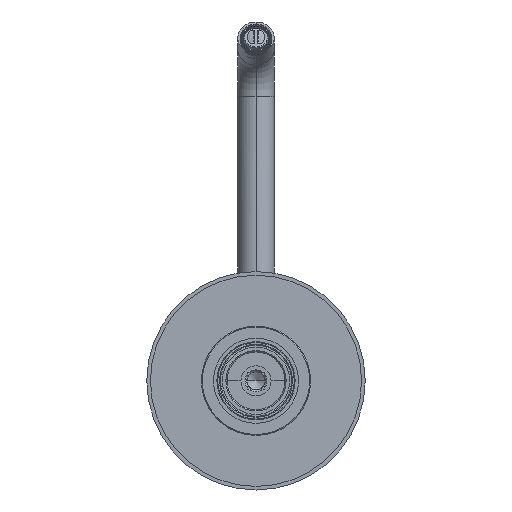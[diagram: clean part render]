
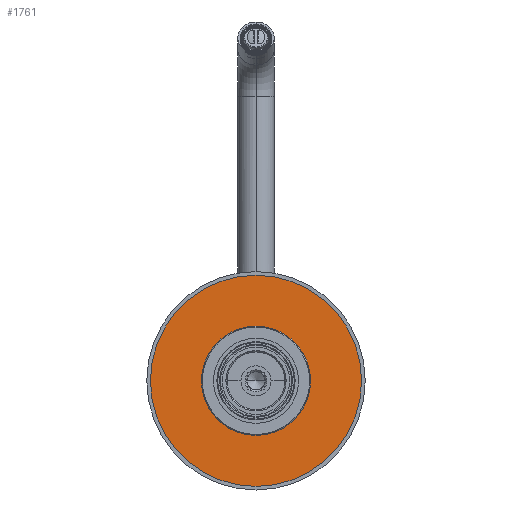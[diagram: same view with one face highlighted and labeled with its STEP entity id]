
A CAD part, front view. The second image highlights one B-rep face of the part: STEP entity #1761.
In plain terms, the highlighted planar face has unit normal (0, -1, 0).
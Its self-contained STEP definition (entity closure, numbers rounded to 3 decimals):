
#1242=CARTESIAN_POINT('',(0.,11.,0.));
#1243=DIRECTION('',(0.,-1.,0.));
#1244=DIRECTION('',(1.,0.,0.));
#1245=AXIS2_PLACEMENT_3D('',#1242,#1243,#1244);
#1250=CARTESIAN_POINT('',(0.,11.,0.));
#1251=DIRECTION('',(0.,-1.,0.));
#1252=DIRECTION('',(-1.,0.,0.));
#1253=AXIS2_PLACEMENT_3D('',#1250,#1251,#1252);
#1258=CARTESIAN_POINT('',(0.,11.,0.));
#1259=DIRECTION('',(0.,1.,0.));
#1260=DIRECTION('',(1.,0.,0.));
#1261=AXIS2_PLACEMENT_3D('',#1258,#1259,#1260);
#1266=CARTESIAN_POINT('',(0.,11.,0.));
#1267=DIRECTION('',(0.,1.,0.));
#1268=DIRECTION('',(-1.,0.,0.));
#1269=AXIS2_PLACEMENT_3D('',#1266,#1267,#1268);
#1362=CARTESIAN_POINT('',(30.,11.,0.));
#1363=CARTESIAN_POINT('',(-30.,11.,0.));
#1364=VERTEX_POINT('',#1362);
#1365=VERTEX_POINT('',#1363);
#1390=CARTESIAN_POINT('',(58.,11.,0.));
#1391=CARTESIAN_POINT('',(-58.,11.,0.));
#1392=VERTEX_POINT('',#1390);
#1393=VERTEX_POINT('',#1391);
#1746=CARTESIAN_POINT('',(0.,11.,0.));
#1747=DIRECTION('',(0.,-1.,0.));
#1748=DIRECTION('',(1.,0.,0.));
#1749=AXIS2_PLACEMENT_3D('',#1746,#1747,#1748);
#1750=PLANE('',#1749);
#1752=ORIENTED_EDGE('',*,*,#1751,.F.);
#1754=ORIENTED_EDGE('',*,*,#1753,.F.);
#1755=EDGE_LOOP('',(#1752,#1754));
#1756=FACE_OUTER_BOUND('',#1755,.F.);
#1757=ORIENTED_EDGE('',*,*,#1733,.F.);
#1758=ORIENTED_EDGE('',*,*,#1712,.F.);
#1759=EDGE_LOOP('',(#1757,#1758));
#1760=FACE_BOUND('',#1759,.F.);
#1761=ADVANCED_FACE('',(#1756,#1760),#1750,.T.);
#1246=CIRCLE('',#1245,58.);
#1254=CIRCLE('',#1253,58.);
#1262=CIRCLE('',#1261,30.);
#1270=CIRCLE('',#1269,30.);
#1712=EDGE_CURVE('',#1365,#1364,#1270,.T.);
#1733=EDGE_CURVE('',#1364,#1365,#1262,.T.);
#1751=EDGE_CURVE('',#1392,#1393,#1246,.T.);
#1753=EDGE_CURVE('',#1393,#1392,#1254,.T.);
